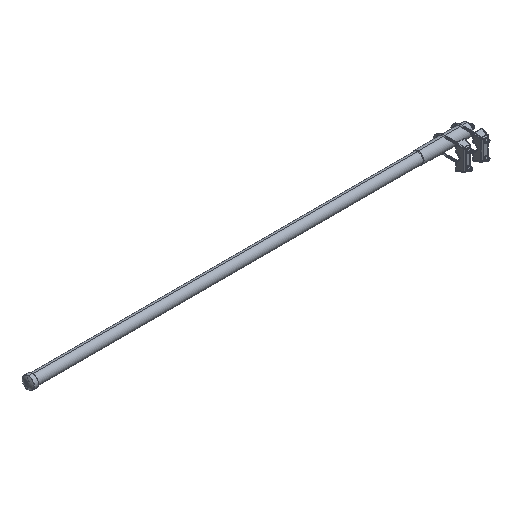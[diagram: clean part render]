
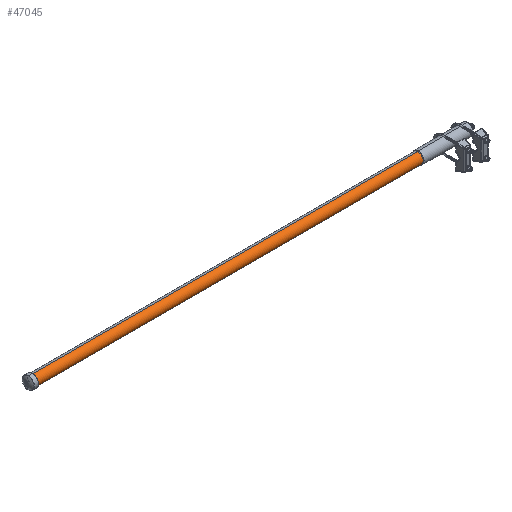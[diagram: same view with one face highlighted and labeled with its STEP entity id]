
A CAD part, isometric view. The second image highlights one B-rep face of the part: STEP entity #47045.
In plain terms, the highlighted cylindrical face has radius 19.177 mm (diameter 38.354 mm), a partial arc.
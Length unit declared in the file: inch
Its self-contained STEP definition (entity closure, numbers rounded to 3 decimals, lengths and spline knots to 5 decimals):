
#1542 = CARTESIAN_POINT ( 'NONE',  ( -7.165, 0., 0. ) ) ;
#2060 = LINE ( 'NONE', #24681, #55689 ) ;
#7502 = VERTEX_POINT ( 'NONE', #25461 ) ;
#7688 = CARTESIAN_POINT ( 'NONE',  ( -62.565, 0., 0.755 ) ) ;
#12667 = CARTESIAN_POINT ( 'NONE',  ( -62.565, 0., 0. ) ) ;
#15366 = VECTOR ( 'NONE', #49428, 39.37008 ) ;
#19690 = DIRECTION ( 'NONE',  ( 1., 0., 0. ) ) ;
#20364 = ORIENTED_EDGE ( 'NONE', *, *, #53752, .T. ) ;
#22184 = DIRECTION ( 'NONE',  ( 0., 0., -1. ) ) ;
#22681 = DIRECTION ( 'NONE',  ( 0., 0., -1. ) ) ;
#23300 = EDGE_CURVE ( 'NONE', #41871, #32710, #56066, .T. ) ;
#24681 = CARTESIAN_POINT ( 'NONE',  ( 8.51438, 0., -0.755 ) ) ;
#25270 = DIRECTION ( 'NONE',  ( 1., 0., 0. ) ) ;
#25461 = CARTESIAN_POINT ( 'NONE',  ( -7.165, 0., 0.755 ) ) ;
#26021 = ORIENTED_EDGE ( 'NONE', *, *, #28332, .F. ) ;
#26165 = ORIENTED_EDGE ( 'NONE', *, *, #23300, .T. ) ;
#26304 = CARTESIAN_POINT ( 'NONE',  ( -7.165, 0., -0.755 ) ) ;
#28332 = EDGE_CURVE ( 'NONE', #41871, #7502, #53322, .T. ) ;
#29355 = VERTEX_POINT ( 'NONE', #26304 ) ;
#32710 = VERTEX_POINT ( 'NONE', #34226 ) ;
#33768 = EDGE_CURVE ( 'NONE', #7502, #29355, #56616, .T. ) ;
#34226 = CARTESIAN_POINT ( 'NONE',  ( -62.565, 0., -0.755 ) ) ;
#34914 = DIRECTION ( 'NONE',  ( 1., 0., 0. ) ) ;
#36267 = CYLINDRICAL_SURFACE ( 'NONE', #55739, 0.755 ) ;
#38111 = AXIS2_PLACEMENT_3D ( 'NONE', #12667, #34914, #22184 ) ;
#40821 = EDGE_LOOP ( 'NONE', ( #26021, #26165, #20364, #45948 ) ) ;
#41871 = VERTEX_POINT ( 'NONE', #7688 ) ;
#45177 = DIRECTION ( 'NONE',  ( 1., 0., 0. ) ) ;
#45759 = CARTESIAN_POINT ( 'NONE',  ( 8.51438, 0., 0. ) ) ;
#45948 = ORIENTED_EDGE ( 'NONE', *, *, #33768, .F. ) ;
#46234 = AXIS2_PLACEMENT_3D ( 'NONE', #1542, #19690, #55848 ) ;
#47045 = ADVANCED_FACE ( 'NONE', ( #54975 ), #36267, .T. ) ;
#49428 = DIRECTION ( 'NONE',  ( 1., 0., 0. ) ) ;
#53322 = LINE ( 'NONE', #58328, #15366 ) ;
#53752 = EDGE_CURVE ( 'NONE', #32710, #29355, #2060, .T. ) ;
#54975 = FACE_OUTER_BOUND ( 'NONE', #40821, .T. ) ;
#55689 = VECTOR ( 'NONE', #25270, 39.37008 ) ;
#55739 = AXIS2_PLACEMENT_3D ( 'NONE', #45759, #45177, #22681 ) ;
#55848 = DIRECTION ( 'NONE',  ( 0., 0., -1. ) ) ;
#56066 = CIRCLE ( 'NONE', #38111, 0.755 ) ;
#56616 = CIRCLE ( 'NONE', #46234, 0.755 ) ;
#58328 = CARTESIAN_POINT ( 'NONE',  ( 8.51438, 0., 0.755 ) ) ;
